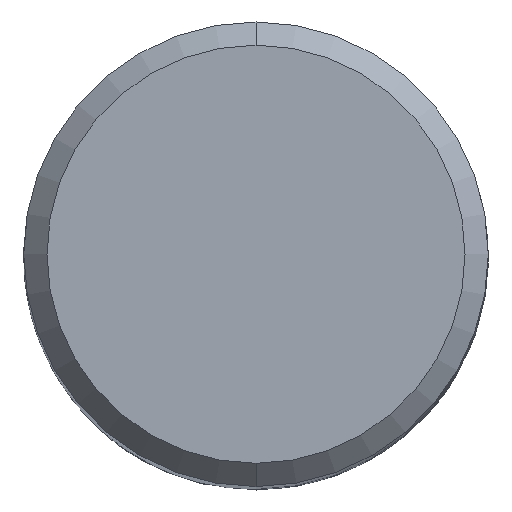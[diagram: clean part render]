
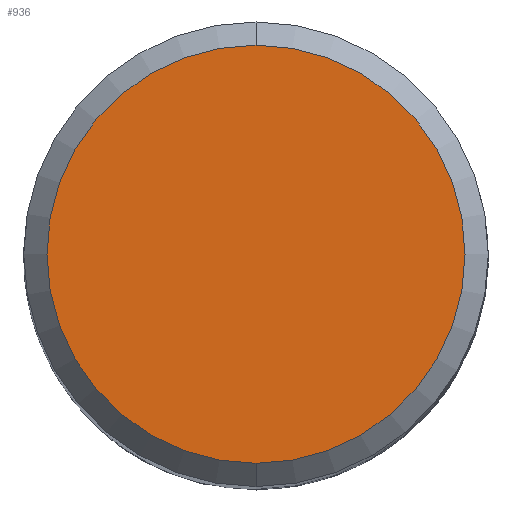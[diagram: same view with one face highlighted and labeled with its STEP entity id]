
A CAD part, top view. The second image highlights one B-rep face of the part: STEP entity #936.
In plain terms, the highlighted planar face has unit normal (0, 0, 1).
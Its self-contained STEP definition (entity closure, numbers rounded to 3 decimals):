
#678=EDGE_CURVE('',#954,#1162,#1538,.T.);
#936=ADVANCED_FACE('',(#1819),#1820,.T.);
#954=VERTEX_POINT('',#1839);
#1020=EDGE_CURVE('',#1162,#954,#1912,.T.);
#1162=VERTEX_POINT('',#2069);
#1538=CIRCLE('',#3658,7.2);
#1819=FACE_OUTER_BOUND('',#5588,.T.);
#1820=PLANE('',#5589);
#1839=CARTESIAN_POINT('',(0.,-7.2,0.0));
#1912=CIRCLE('',#6863,7.2);
#2069=CARTESIAN_POINT('',(0.0,7.2,0.0));
#3658=AXIS2_PLACEMENT_3D('',#8992,#8993,#8994);
#5588=EDGE_LOOP('',(#9305,#9306));
#5589=AXIS2_PLACEMENT_3D('',#9307,#9308,#9309);
#6863=AXIS2_PLACEMENT_3D('',#9407,#9408,#9409);
#8992=CARTESIAN_POINT('',(0.0,0.0,0.0));
#8993=DIRECTION('',(0.0,0.0,-1.0));
#8994=DIRECTION('',(0.0,1.0,0.0));
#9305=ORIENTED_EDGE('',*,*,#1020,.F.);
#9306=ORIENTED_EDGE('',*,*,#678,.F.);
#9307=CARTESIAN_POINT('',(0.0,3.6,0.0));
#9308=DIRECTION('',(-0.0,0.0,1.0));
#9309=DIRECTION('',(0.0,-1.0,0.0));
#9407=CARTESIAN_POINT('',(0.0,0.0,0.0));
#9408=DIRECTION('',(0.0,0.0,-1.0));
#9409=DIRECTION('',(0.0,1.0,0.0));
